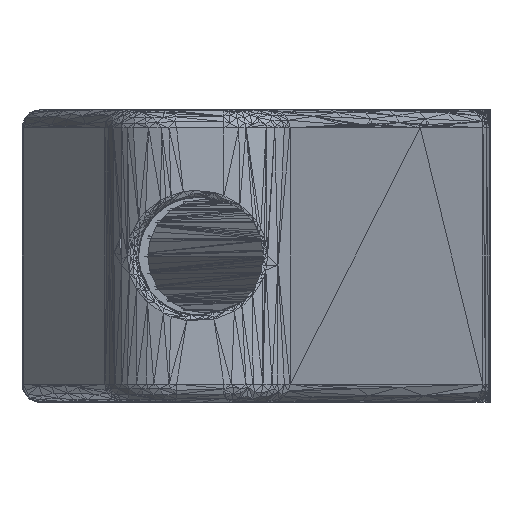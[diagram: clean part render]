
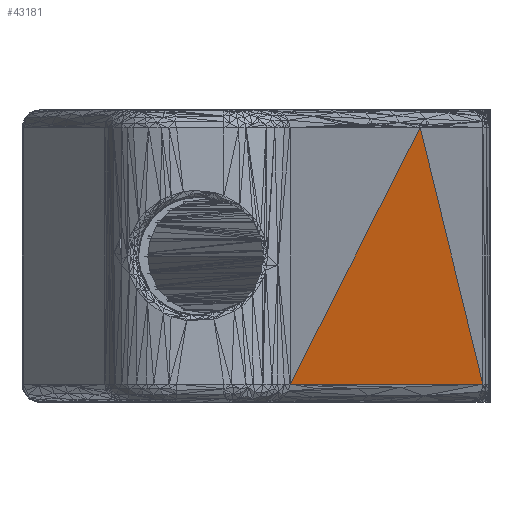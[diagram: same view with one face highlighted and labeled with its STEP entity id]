
A CAD part, front view. The second image highlights one B-rep face of the part: STEP entity #43181.
In plain terms, the highlighted planar face has unit normal (-0.904, 0.427, 0).
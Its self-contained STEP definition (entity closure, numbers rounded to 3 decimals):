
#7602 = VERTEX_POINT('',#7603);
#7603 = CARTESIAN_POINT('',(22.962,-28.672,
    7.501));
#17456 = VERTEX_POINT('',#17457);
#17457 = CARTESIAN_POINT('',(24.677,-25.045,0.5));
#19028 = EDGE_CURVE('',#7602,#17456,#19029,.T.);
#19029 = LINE('',#19030,#19031);
#19030 = CARTESIAN_POINT('',(22.962,-28.672,
    7.501));
#19031 = VECTOR('',#19032,1.);
#19032 = DIRECTION('',(0.213,0.449,-0.868));
#42647 = VERTEX_POINT('',#42648);
#42648 = CARTESIAN_POINT('',(19.404,-36.194,0.5));
#42692 = EDGE_CURVE('',#17456,#42647,#42693,.T.);
#42693 = LINE('',#42694,#42695);
#42694 = CARTESIAN_POINT('',(24.677,-25.045,0.5));
#42695 = VECTOR('',#42696,1.);
#42696 = DIRECTION('',(-0.428,-0.904,0.));
#43181 = ADVANCED_FACE('',(#43182),#43192,.F.);
#43182 = FACE_BOUND('',#43183,.F.);
#43183 = EDGE_LOOP('',(#43184,#43185,#43186));
#43184 = ORIENTED_EDGE('',*,*,#42692,.F.);
#43185 = ORIENTED_EDGE('',*,*,#19028,.F.);
#43186 = ORIENTED_EDGE('',*,*,#43187,.T.);
#43187 = EDGE_CURVE('',#7602,#42647,#43188,.T.);
#43188 = LINE('',#43189,#43190);
#43189 = CARTESIAN_POINT('',(22.962,-28.672,
    7.501));
#43190 = VECTOR('',#43191,1.);
#43191 = DIRECTION('',(-0.327,-0.692,-0.644)
  );
#43192 = PLANE('',#43193);
#43193 = AXIS2_PLACEMENT_3D('',#43194,#43195,#43196);
#43194 = CARTESIAN_POINT('',(22.201,-30.28,
    2.62));
#43195 = DIRECTION('',(0.904,-0.428,
    0.));
#43196 = DIRECTION('',(0.428,0.904,0.)
  );
